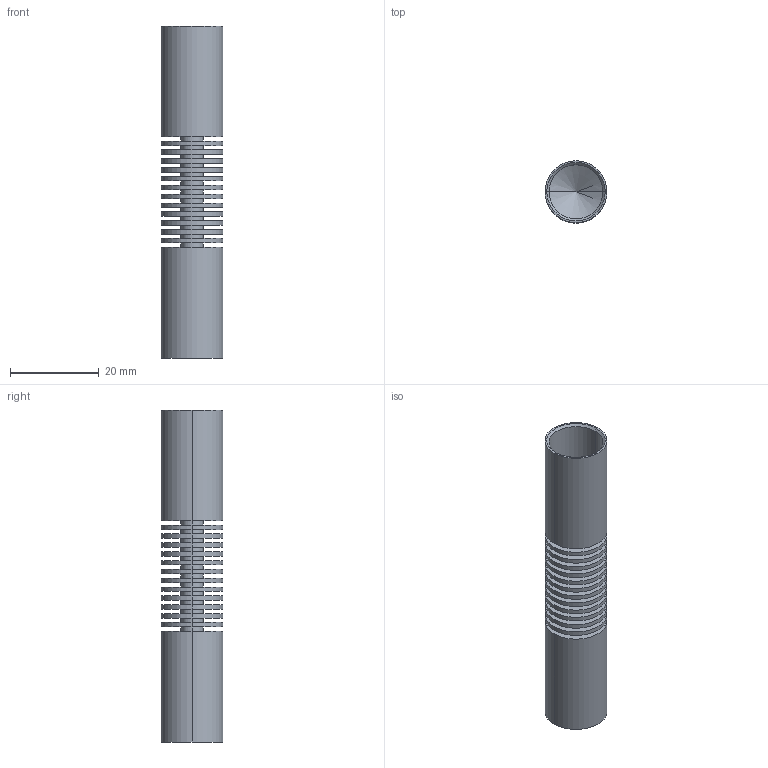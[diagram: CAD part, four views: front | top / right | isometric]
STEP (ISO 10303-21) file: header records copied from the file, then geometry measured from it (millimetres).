
FILE_DESCRIPTION (( 'STEP AP203' ), '1' );
FILE_NAME ('50449-240-12.step', '2020-10-05T14:13:20', ( '' ), ( '' ), 'SwSTEP 2.0', 'SolidWorks 2018', '' );
FILE_SCHEMA (( 'CONFIG_CONTROL_DESIGN' ));
Length unit declared in the file: millimetre
Products named in the file (2): 50449-240-12
Bounding box: 14 x 14 x 75 mm (x, y, z)
Volume: 4827.7 mm3; surface area: 8287.6 mm2
Topology: 1 solids, 1 shells, 352 faces, 897 edges, 582 vertices
Faces by surface type: plane 156, bspline 95, cylinder 93, cone 8
Entity records: 14594 total; most frequent: CARTESIAN_POINT 6520, ORIENTED_EDGE 1786, DIRECTION 1401, EDGE_CURVE 893, VERTEX_POINT 582, AXIS2_PLACEMENT_3D 487, VECTOR 427, LINE 427
